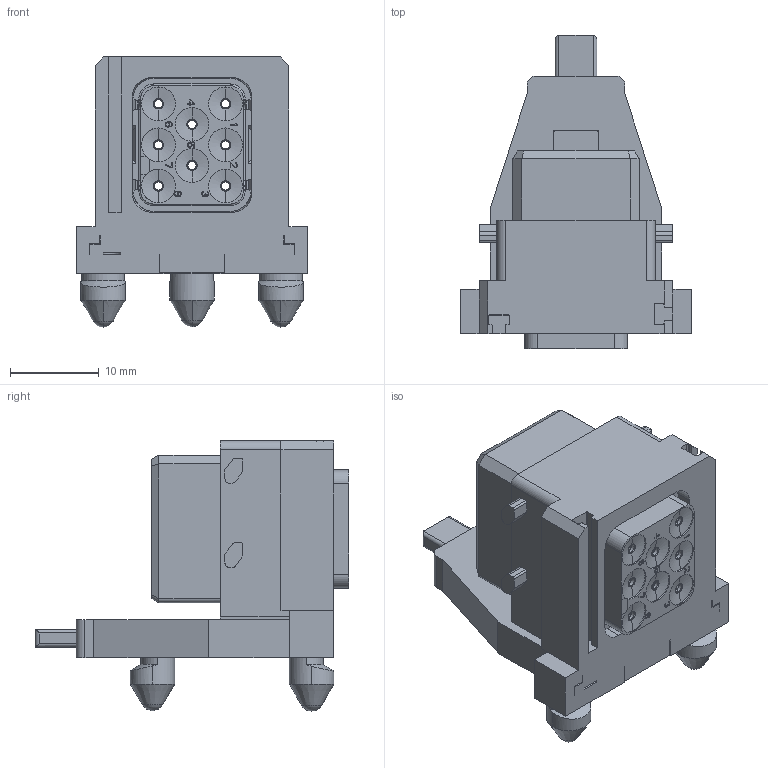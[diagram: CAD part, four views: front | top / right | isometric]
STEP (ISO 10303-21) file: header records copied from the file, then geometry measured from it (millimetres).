
FILE_DESCRIPTION((''),'2;1');
FILE_NAME('35599124000PSU','2020-02-20T',('presta_be4'),(''),'CREO PARAMETRIC BY PTC INC, 2018360','CREO PARAMETRIC BY PTC INC, 2018360','');
FILE_SCHEMA(('CONFIG_CONTROL_DESIGN'));
Products named in the file (1): 35599124000PSU
Bounding box: 26 x 35.29 x 30.4 mm (x, y, z)
Volume: 7654.2 mm3; surface area: 9264.2 mm2
Topology: 1 solids, 1 shells, 2415 faces, 6031 edges, 3695 vertices
Faces by surface type: plane 1040, cylinder 438, torus 320, bspline 310, cone 237, sphere 70
Entity records: 101339 total; most frequent: CARTESIAN_POINT 46194, ORIENTED_EDGE 12050, DIRECTION 10761, EDGE_CURVE 6025, AXIS2_PLACEMENT_3D 3812, VERTEX_POINT 3695, VECTOR 3137, LINE 3137
